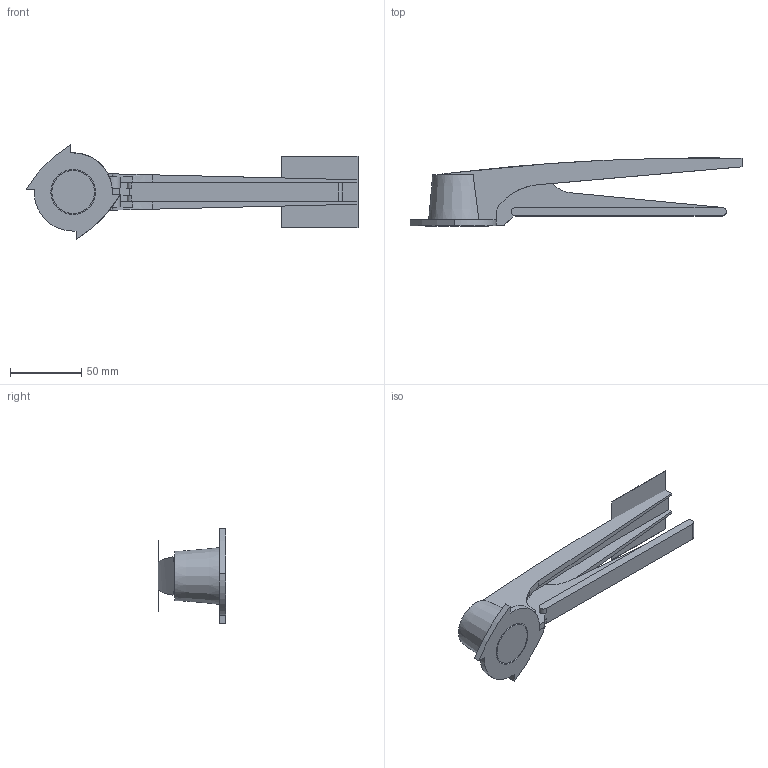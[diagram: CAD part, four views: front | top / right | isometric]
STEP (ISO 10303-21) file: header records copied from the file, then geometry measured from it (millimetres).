
FILE_DESCRIPTION(/* description */ ('STEP AP203'),/* implementation_level */ '2;1');
FILE_NAME(/* name */ '9612592802',/* time_stamp */ '2023-02-13T10:15:47+01:00',/* author */ ('License CC BY-ND 4.0'),/* organization */ ('CADENAS'),/* preprocessor_version */ 'ST-DEVELOPER v18.102',/* originating_system */ 'PARTsolutions',/* authorisation */ ' ');
FILE_SCHEMA (('CONFIG_CONTROL_DESIGN'));
Length unit declared in the file: millimetre
Products named in the file (1): 9612592802
Bounding box: 233.15 x 47.71 x 66.3 mm (x, y, z)
Volume: 96535.6 mm3; surface area: 40336.9 mm2
Topology: 1 solids, 1 shells, 70 faces, 203 edges, 133 vertices
Faces by surface type: plane 50, cylinder 19, cone 1
Full cylindrical faces by diameter (mm): 11 x1, 30 x1, 31.5 x1
Entity records: 2299 total; most frequent: CARTESIAN_POINT 413, ORIENTED_EDGE 390, DIRECTION 385, EDGE_CURVE 195, LINE 139, VECTOR 139, VERTEX_POINT 129, AXIS2_PLACEMENT_3D 123
